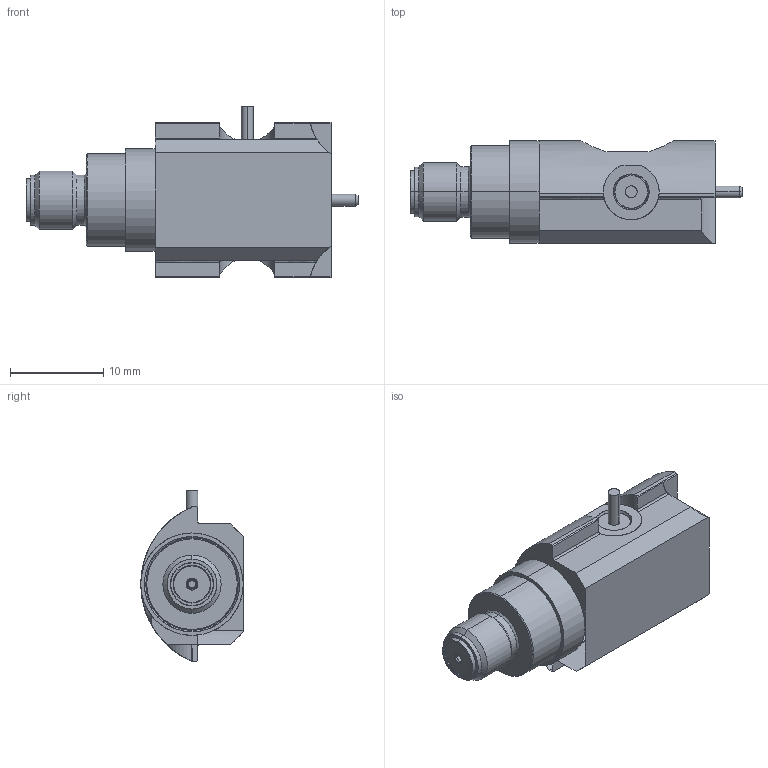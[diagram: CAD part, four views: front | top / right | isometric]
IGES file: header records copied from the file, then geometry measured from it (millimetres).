
Start section: SolidWorks IGES file using analytic representation for surfaces
Global section: file name: R124.422.001DIRECT.IGS; native system: SolidWorks 2008; preprocessor: SolidWorks 2008; author: gu_g; date: 090427.102256; units: millimetre
Bounding box: 35.66 x 11 x 18.45 mm (x, y, z)
Surface area: 1775.1 mm2 (no closed solid volume)
Topology: 0 solids, 0 shells, 187 faces, 1981 edges, 1981 vertices
Faces by surface type: revolution 129, bspline 58
